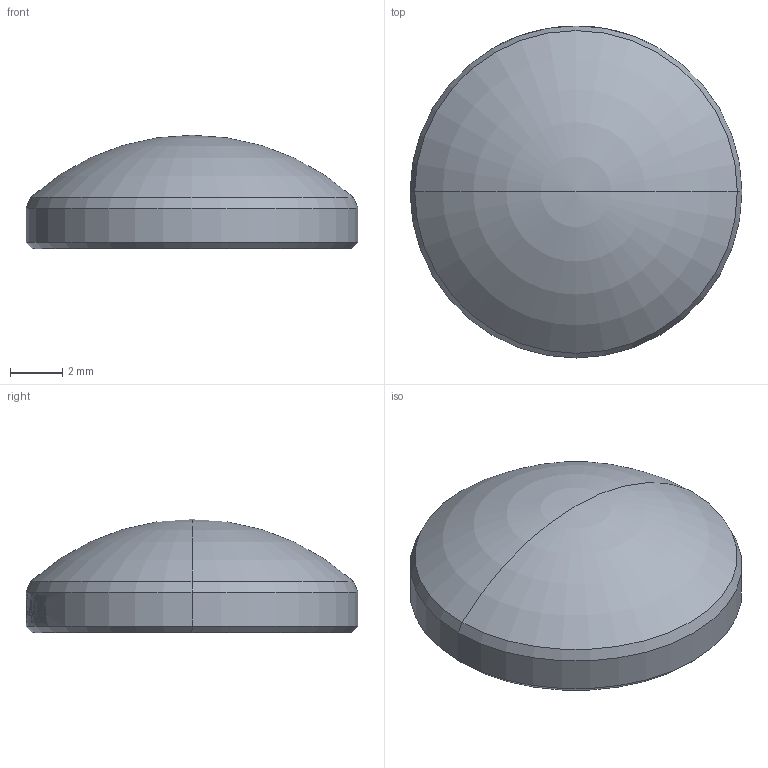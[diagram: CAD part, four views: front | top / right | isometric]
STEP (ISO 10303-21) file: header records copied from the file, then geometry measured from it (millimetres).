
FILE_DESCRIPTION (( 'STEP AP214' ), '1' );
FILE_NAME ('CTN016816-E0W.STEP', '2020-12-31T08:56:35', ( '' ), ( '' ), 'SwSTEP 2.0', 'SolidWorks 2018', '' );
FILE_SCHEMA (( 'AUTOMOTIVE_DESIGN' ));
Length unit declared in the file: inch
Products named in the file (2): CTN016816-E0W; CTN016836
Assembly tree (1 placements, depth 2):
  CTN016816-E0W
    CTN016836
Bounding box: 12.7 x 12.7 x 4.34 mm (x, y, z)
Volume: 395.4 mm3; surface area: 337.8 mm2
Topology: 1 solids, 1 shells, 25 faces, 129 edges, 120 vertices
Faces by surface type: cylinder 18, cone 4, torus 2, plane 1
Entity records: 2097 total; most frequent: CARTESIAN_POINT 926, ORIENTED_EDGE 254, DIRECTION 176, EDGE_CURVE 127, VERTEX_POINT 120, AXIS2_PLACEMENT_3D 72, B_SPLINE_CURVE_WITH_KNOTS 52, CIRCLE 43
